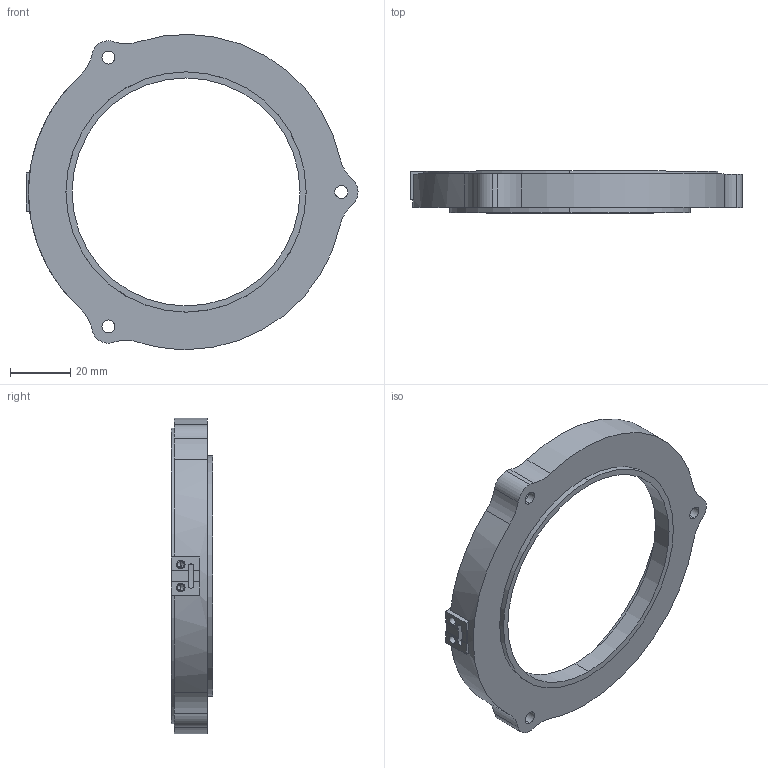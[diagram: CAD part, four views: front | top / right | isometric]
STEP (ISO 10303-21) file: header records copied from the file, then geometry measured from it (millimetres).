
FILE_DESCRIPTION (( 'STEP AP203' ), '1' );
FILE_NAME ('Crystal Mount_Lower_Assembly_032911.STEP', '2011-03-29T21:35:23', ( '' ), ( '' ), 'SwSTEP 2.0', 'SolidWorks 2011', '' );
FILE_SCHEMA (( 'CONFIG_CONTROL_DESIGN' ));
Length unit declared in the file: inch
Products named in the file (3): Crystal Mount_Lower_Assembly_032911; CrystalHolder_HV Standoff; CrystalHolder_BackingPlate
Assembly tree (2 placements, depth 2):
  Crystal Mount_Lower_Assembly_032911
    CrystalHolder_BackingPlate
    CrystalHolder_HV Standoff
Bounding box: 110.34 x 13.84 x 104.76 mm (x, y, z)
Volume: 32761.3 mm3; surface area: 29028.4 mm2
Topology: 2 solids, 2 shells, 102 faces, 293 edges, 192 vertices
Faces by surface type: cylinder 70, plane 28, cone 4
Entity records: 3744 total; most frequent: DIRECTION 647, CARTESIAN_POINT 619, ORIENTED_EDGE 578, EDGE_CURVE 289, AXIS2_PLACEMENT_3D 254, VERTEX_POINT 192, CIRCLE 147, LINE 139
